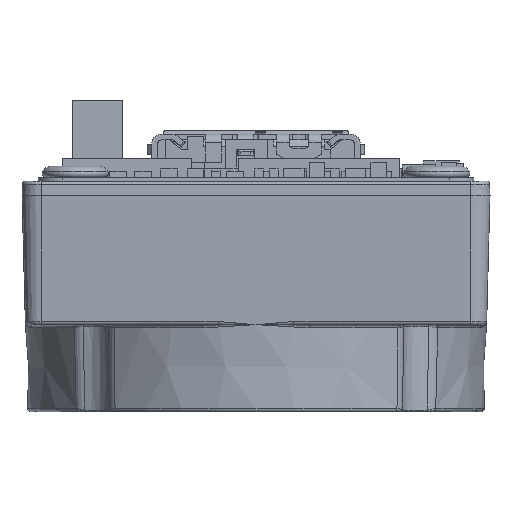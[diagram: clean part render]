
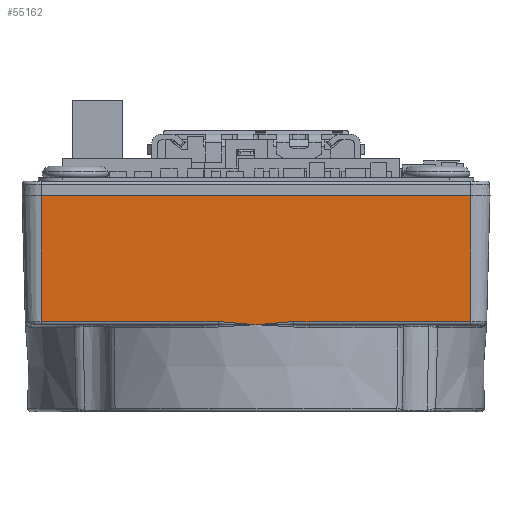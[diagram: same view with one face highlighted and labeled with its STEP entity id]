
A CAD part, left-side view. The second image highlights one B-rep face of the part: STEP entity #55162.
In plain terms, the highlighted planar face has unit normal (-1, 0, -0.026).
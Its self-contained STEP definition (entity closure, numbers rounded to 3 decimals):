
#53803=CARTESIAN_POINT('',(-14.291,0.,-8.0));
#53804=VERTEX_POINT('',#53803);
#54418=CARTESIAN_POINT('',(-14.296,2.352,-7.805));
#54419=VERTEX_POINT('',#54418);
#54427=CARTESIAN_POINT('',(-14.296,13.3,-7.805));
#54428=VERTEX_POINT('',#54427);
#54429=CARTESIAN_POINT('',(-14.296,2.352,-7.805));
#54430=DIRECTION('',(0.0,1.0,0.0));
#54431=VECTOR('',#54430,10.948);
#54432=LINE('',#54429,#54431);
#54433=EDGE_CURVE('',#54419,#54428,#54432,.T.);
#54472=CARTESIAN_POINT('',(-14.291,0.,-8.));
#54473=CARTESIAN_POINT('',(-14.291,0.005,-7.999));
#54474=CARTESIAN_POINT('',(-14.291,0.01,-7.999));
#54475=CARTESIAN_POINT('',(-14.293,0.792,-7.907));
#54476=CARTESIAN_POINT('',(-14.296,1.57,-7.805));
#54477=CARTESIAN_POINT('',(-14.296,2.352,-7.805));
#54478=B_SPLINE_CURVE_WITH_KNOTS('',3,(#54472,#54473,#54474,#54475,#54476,#54477),.UNSPECIFIED.,.F.,.U.,(4,2,4),(-0.002,0.0,0.234),.UNSPECIFIED.);
#54479=EDGE_CURVE('',#53804,#54419,#54478,.T.);
#54885=CARTESIAN_POINT('',(-14.296,-13.3,-7.805));
#54886=VERTEX_POINT('',#54885);
#54927=CARTESIAN_POINT('',(-14.296,-2.352,-7.805));
#54928=VERTEX_POINT('',#54927);
#54929=CARTESIAN_POINT('',(-14.296,-13.3,-7.805));
#54930=DIRECTION('',(0.0,1.0,0.0));
#54931=VECTOR('',#54930,10.948);
#54932=LINE('',#54929,#54931);
#54933=EDGE_CURVE('',#54886,#54928,#54932,.T.);
#55011=CARTESIAN_POINT('',(-14.296,-2.352,-7.805));
#55012=CARTESIAN_POINT('',(-14.296,-1.57,-7.805));
#55013=CARTESIAN_POINT('',(-14.293,-0.792,-7.907));
#55014=CARTESIAN_POINT('',(-14.291,-0.01,-7.999));
#55015=CARTESIAN_POINT('',(-14.291,-0.005,-7.999));
#55016=CARTESIAN_POINT('',(-14.291,0.,-8.0));
#55017=B_SPLINE_CURVE_WITH_KNOTS('',3,(#55011,#55012,#55013,#55014,#55015,#55016),.UNSPECIFIED.,.F.,.U.,(4,2,4),(0.451,0.685,0.687),.UNSPECIFIED.);
#55018=EDGE_CURVE('',#54928,#53804,#55017,.T.);
#55117=CARTESIAN_POINT('',(-14.5,13.3,0.));
#55118=VERTEX_POINT('',#55117);
#55119=CARTESIAN_POINT('',(-14.5,13.3,0.));
#55120=DIRECTION('',(0.026,0.0,-1.));
#55121=VECTOR('',#55120,7.808);
#55122=LINE('',#55119,#55121);
#55123=EDGE_CURVE('',#55118,#54428,#55122,.T.);
#55136=CARTESIAN_POINT('',(-14.5,13.3,0.));
#55137=DIRECTION('',(-1.,0.,-0.026));
#55138=DIRECTION('',(0.0,1.0,0.0));
#55139=AXIS2_PLACEMENT_3D('',#55136,#55137,#55138);
#55140=PLANE('',#55139);
#55141=ORIENTED_EDGE('',*,*,#54433,.F.);
#55142=ORIENTED_EDGE('',*,*,#54479,.F.);
#55143=ORIENTED_EDGE('',*,*,#55018,.F.);
#55144=ORIENTED_EDGE('',*,*,#54933,.F.);
#55145=CARTESIAN_POINT('',(-14.5,-13.3,0.));
#55146=VERTEX_POINT('',#55145);
#55147=CARTESIAN_POINT('',(-14.5,-13.3,0.));
#55148=DIRECTION('',(0.026,0.0,-1.));
#55149=VECTOR('',#55148,7.808);
#55150=LINE('',#55147,#55149);
#55151=EDGE_CURVE('',#55146,#54886,#55150,.T.);
#55152=ORIENTED_EDGE('',*,*,#55151,.F.);
#55153=CARTESIAN_POINT('',(-14.5,-13.3,0.));
#55154=DIRECTION('',(0.0,1.0,0.0));
#55155=VECTOR('',#55154,26.6);
#55156=LINE('',#55153,#55155);
#55157=EDGE_CURVE('',#55146,#55118,#55156,.T.);
#55158=ORIENTED_EDGE('',*,*,#55157,.T.);
#55159=ORIENTED_EDGE('',*,*,#55123,.T.);
#55160=EDGE_LOOP('',(#55141,#55142,#55143,#55144,#55152,#55158,#55159));
#55161=FACE_OUTER_BOUND('',#55160,.T.);
#55162=ADVANCED_FACE('',(#55161),#55140,.T.);
